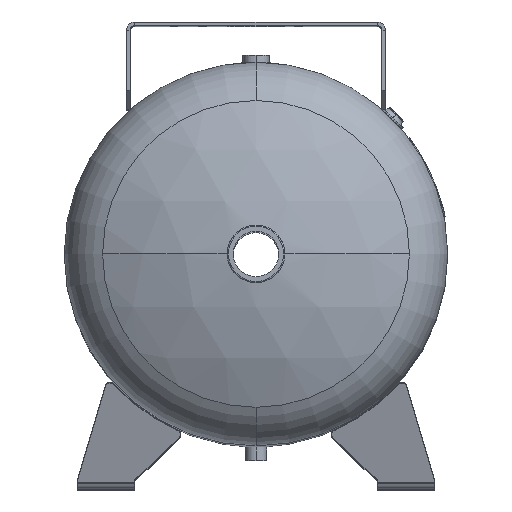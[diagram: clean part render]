
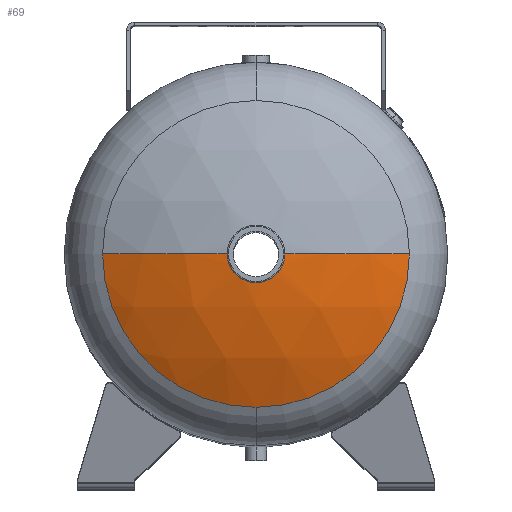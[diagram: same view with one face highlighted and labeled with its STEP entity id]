
A CAD part, top view. The second image highlights one B-rep face of the part: STEP entity #69.
In plain terms, the highlighted spherical face has radius 457.2 mm.
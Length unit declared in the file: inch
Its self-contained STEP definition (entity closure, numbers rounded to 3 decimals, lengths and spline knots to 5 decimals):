
#69 = ADVANCED_FACE ( 'NONE', ( #11274 ), #11275, .T. ) ;
#1708 = CARTESIAN_POINT ( 'NONE',  ( 0., 0., 6. ) ) ;
#1709 = DIRECTION ( 'NONE',  ( 0., -1., 0. ) ) ;
#1710 = DIRECTION ( 'NONE',  ( 1., 0., 0. ) ) ;
#1799 = CARTESIAN_POINT ( 'NONE',  ( 0., 0., 23.93718 ) ) ;
#1800 = DIRECTION ( 'NONE',  ( 0., 0., 1. ) ) ;
#1801 = DIRECTION ( 'NONE',  ( -1., 0., 0. ) ) ;
#1805 = CARTESIAN_POINT ( 'NONE',  ( 0., 0., 22.12452 ) ) ;
#1806 = DIRECTION ( 'NONE',  ( 0., 0., -1. ) ) ;
#1807 = DIRECTION ( 'NONE',  ( 0., 1., 0. ) ) ;
#1808 = CARTESIAN_POINT ( 'NONE',  ( 0., 0., 22.12452 ) ) ;
#1809 = DIRECTION ( 'NONE',  ( 0., 0., -1. ) ) ;
#1810 = DIRECTION ( 'NONE',  ( 0., 1., 0. ) ) ;
#1814 = CARTESIAN_POINT ( 'NONE',  ( 0., 0., 6. ) ) ;
#1815 = DIRECTION ( 'NONE',  ( 0., 1., 0. ) ) ;
#1816 = DIRECTION ( 'NONE',  ( 0., 0., 1. ) ) ;
#5349 = CARTESIAN_POINT ( 'NONE',  ( 0., -8., 22.12452 ) ) ;
#5350 = CARTESIAN_POINT ( 'NONE',  ( -8., 0., 22.12452 ) ) ;
#5459 = CARTESIAN_POINT ( 'NONE',  ( -1.5025, 0., 23.93718 ) ) ;
#5523 = CARTESIAN_POINT ( 'NONE',  ( 8., 0., 22.12452 ) ) ;
#5526 = CARTESIAN_POINT ( 'NONE',  ( 1.5025, 0., 23.93718 ) ) ;
#5871 = EDGE_LOOP ( 'NONE', ( #7327, #7329, #7331, #7333, #6859 ) ) ;
#6859 = ORIENTED_EDGE ( 'NONE', *, *, #10377, .F. ) ;
#7266 = VERTEX_POINT ( 'NONE', #5349 ) ;
#7267 = VERTEX_POINT ( 'NONE', #5350 ) ;
#7327 = ORIENTED_EDGE ( 'NONE', *, *, #10372, .F. ) ;
#7329 = ORIENTED_EDGE ( 'NONE', *, *, #10370, .T. ) ;
#7331 = ORIENTED_EDGE ( 'NONE', *, *, #10374, .F. ) ;
#7333 = ORIENTED_EDGE ( 'NONE', *, *, #10375, .F. ) ;
#8431 = CIRCLE ( 'NONE', #8459, 8. ) ;
#8442 = CIRCLE ( 'NONE', #8446, 18. ) ;
#8446 = AXIS2_PLACEMENT_3D ( 'NONE', #1708, #1709, #1710 ) ;
#8448 = CIRCLE ( 'NONE', #8450, 1.5025 ) ;
#8450 = AXIS2_PLACEMENT_3D ( 'NONE', #1799, #1800, #1801 ) ;
#8457 = CIRCLE ( 'NONE', #8463, 8. ) ;
#8459 = AXIS2_PLACEMENT_3D ( 'NONE', #1805, #1806, #1807 ) ;
#8461 = CIRCLE ( 'NONE', #8472, 18. ) ;
#8463 = AXIS2_PLACEMENT_3D ( 'NONE', #1808, #1809, #1810 ) ;
#8472 = AXIS2_PLACEMENT_3D ( 'NONE', #1814, #1815, #1816 ) ;
#9007 = VERTEX_POINT ( 'NONE', #5459 ) ;
#9197 = VERTEX_POINT ( 'NONE', #5526 ) ;
#9198 = VERTEX_POINT ( 'NONE', #5523 ) ;
#9214 = AXIS2_PLACEMENT_3D ( 'NONE', #11270, #11277, #11278 ) ;
#10370 = EDGE_CURVE ( 'NONE', #9007, #7267, #8442, .T. ) ;
#10372 = EDGE_CURVE ( 'NONE', #9007, #9197, #8448, .T. ) ;
#10374 = EDGE_CURVE ( 'NONE', #7266, #7267, #8431, .T. ) ;
#10375 = EDGE_CURVE ( 'NONE', #9198, #7266, #8457, .T. ) ;
#10377 = EDGE_CURVE ( 'NONE', #9197, #9198, #8461, .T. ) ;
#11270 = CARTESIAN_POINT ( 'NONE',  ( 0., 0., 6. ) ) ;
#11274 = FACE_OUTER_BOUND ( 'NONE', #5871, .T. ) ;
#11275 = SPHERICAL_SURFACE ( 'NONE', #9214, 18. ) ;
#11277 = DIRECTION ( 'NONE',  ( 0., -1., 0. ) ) ;
#11278 = DIRECTION ( 'NONE',  ( 1., 0., 0. ) ) ;
